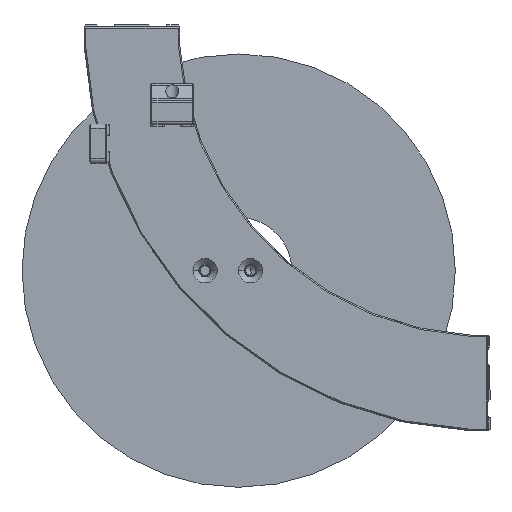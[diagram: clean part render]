
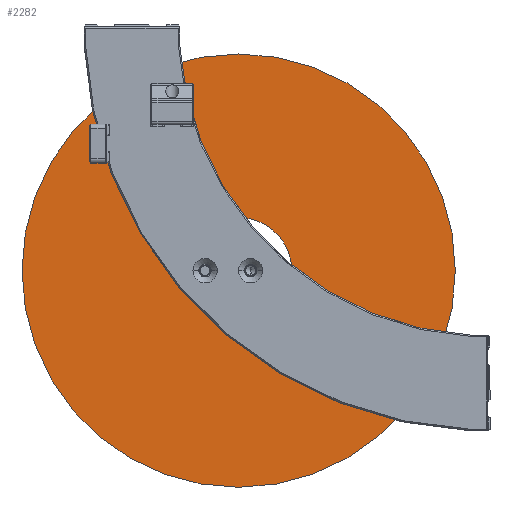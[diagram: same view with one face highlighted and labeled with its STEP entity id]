
A CAD part, left-side view. The second image highlights one B-rep face of the part: STEP entity #2282.
In plain terms, the highlighted planar face has unit normal (-1, 0, 0).
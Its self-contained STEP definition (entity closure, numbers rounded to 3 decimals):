
#2282 = ADVANCED_FACE ( 'NONE', ( #10425, #22793 ), #10811, .F. ) ;
#2378 = CIRCLE ( 'NONE', #3649, 24.5 ) ;
#3649 = AXIS2_PLACEMENT_3D ( 'NONE', #17081, #25534, #29054 ) ;
#4992 = VERTEX_POINT ( 'NONE', #19179 ) ;
#7276 = CARTESIAN_POINT ( 'NONE',  ( -32.5, 0., -100. ) ) ;
#7899 = EDGE_CURVE ( 'NONE', #28863, #4992, #28491, .T. ) ;
#9052 = AXIS2_PLACEMENT_3D ( 'NONE', #37079, #25115, #31956 ) ;
#10425 = FACE_BOUND ( 'NONE', #10457, .T. ) ;
#10457 = EDGE_LOOP ( 'NONE', ( #17855, #34657 ) ) ;
#10811 = PLANE ( 'NONE',  #12772 ) ;
#12772 = AXIS2_PLACEMENT_3D ( 'NONE', #7276, #28291, #26114 ) ;
#13784 = EDGE_LOOP ( 'NONE', ( #24459, #19365 ) ) ;
#15405 = EDGE_CURVE ( 'NONE', #21045, #38529, #2378, .T. ) ;
#15789 = CARTESIAN_POINT ( 'NONE',  ( -32.5, 0., 0. ) ) ;
#17081 = CARTESIAN_POINT ( 'NONE',  ( -32.5, 0., 0. ) ) ;
#17855 = ORIENTED_EDGE ( 'NONE', *, *, #20267, .F. ) ;
#18238 = EDGE_CURVE ( 'NONE', #4992, #28863, #35191, .T. ) ;
#18694 = CARTESIAN_POINT ( 'NONE',  ( -32.5, 0., -100. ) ) ;
#18914 = CARTESIAN_POINT ( 'NONE',  ( -32.5, 0., -24.5 ) ) ;
#19179 = CARTESIAN_POINT ( 'NONE',  ( -32.5, 0., 100. ) ) ;
#19365 = ORIENTED_EDGE ( 'NONE', *, *, #7899, .T. ) ;
#20267 = EDGE_CURVE ( 'NONE', #38529, #21045, #27863, .T. ) ;
#20787 = AXIS2_PLACEMENT_3D ( 'NONE', #15789, #30505, #21482 ) ;
#21045 = VERTEX_POINT ( 'NONE', #18914 ) ;
#21482 = DIRECTION ( 'NONE',  ( 0., 0., 1. ) ) ;
#22793 = FACE_OUTER_BOUND ( 'NONE', #13784, .T. ) ;
#24459 = ORIENTED_EDGE ( 'NONE', *, *, #18238, .T. ) ;
#25115 = DIRECTION ( 'NONE',  ( -1., 0., 0. ) ) ;
#25534 = DIRECTION ( 'NONE',  ( -1., 0., 0. ) ) ;
#26114 = DIRECTION ( 'NONE',  ( 0., 0., -1. ) ) ;
#27688 = DIRECTION ( 'NONE',  ( 0., 0., 1. ) ) ;
#27863 = CIRCLE ( 'NONE', #37878, 24.5 ) ;
#28291 = DIRECTION ( 'NONE',  ( 1., 0., 0. ) ) ;
#28491 = CIRCLE ( 'NONE', #9052, 100. ) ;
#28863 = VERTEX_POINT ( 'NONE', #18694 ) ;
#29054 = DIRECTION ( 'NONE',  ( 0., 0., 1. ) ) ;
#30505 = DIRECTION ( 'NONE',  ( -1., 0., 0. ) ) ;
#31218 = DIRECTION ( 'NONE',  ( -1., 0., 0. ) ) ;
#31956 = DIRECTION ( 'NONE',  ( 0., 0., 1. ) ) ;
#33566 = CARTESIAN_POINT ( 'NONE',  ( -32.5, 0., 0. ) ) ;
#33581 = CARTESIAN_POINT ( 'NONE',  ( -32.5, 0., 24.5 ) ) ;
#34657 = ORIENTED_EDGE ( 'NONE', *, *, #15405, .F. ) ;
#35191 = CIRCLE ( 'NONE', #20787, 100. ) ;
#37079 = CARTESIAN_POINT ( 'NONE',  ( -32.5, 0., 0. ) ) ;
#37878 = AXIS2_PLACEMENT_3D ( 'NONE', #33566, #31218, #27688 ) ;
#38529 = VERTEX_POINT ( 'NONE', #33581 ) ;
